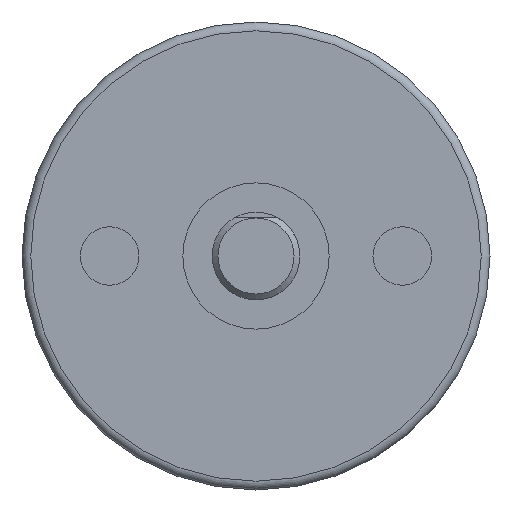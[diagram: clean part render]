
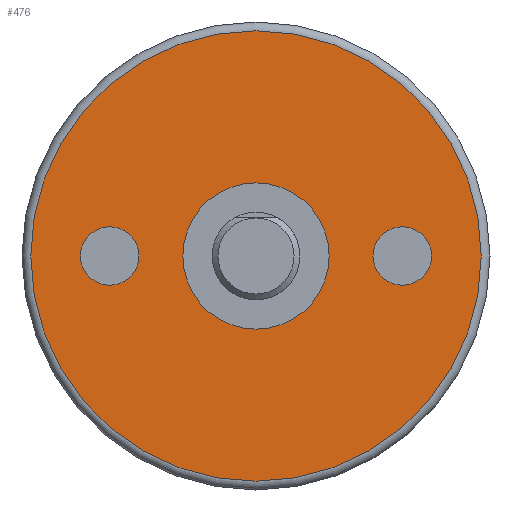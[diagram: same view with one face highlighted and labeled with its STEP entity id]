
A CAD part, front view. The second image highlights one B-rep face of the part: STEP entity #476.
In plain terms, the highlighted planar face has unit normal (0, -1, 0).
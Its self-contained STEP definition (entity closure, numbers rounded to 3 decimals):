
#403=CARTESIAN_POINT('',(-7.7,0.0,0.));
#404=VERTEX_POINT('',#403);
#405=CARTESIAN_POINT('',(0.0,0.0,0.0));
#406=DIRECTION('',(0.0,1.0,0.0));
#407=DIRECTION('',(1.0,0.0,0.0));
#408=AXIS2_PLACEMENT_3D('',#405,#406,#407);
#409=CIRCLE('',#408,7.7);
#410=EDGE_CURVE('',#404,#404,#409,.T.);
#435=CARTESIAN_POINT('',(0.0,0.0,0.0));
#436=DIRECTION('',(0.0,-1.0,0.0));
#437=DIRECTION('',(0.0,0.0,-1.0));
#438=AXIS2_PLACEMENT_3D('',#435,#436,#437);
#439=PLANE('',#438);
#440=ORIENTED_EDGE('',*,*,#410,.F.);
#441=EDGE_LOOP('',(#440));
#442=FACE_OUTER_BOUND('',#441,.T.);
#443=CARTESIAN_POINT('',(2.5,0.0,0.));
#444=VERTEX_POINT('',#443);
#445=CARTESIAN_POINT('',(0.0,0.0,0.0));
#446=DIRECTION('',(0.0,1.0,0.0));
#447=DIRECTION('',(-1.0,0.0,0.0));
#448=AXIS2_PLACEMENT_3D('',#445,#446,#447);
#449=CIRCLE('',#448,2.5);
#450=EDGE_CURVE('',#444,#444,#449,.T.);
#451=ORIENTED_EDGE('',*,*,#450,.T.);
#452=EDGE_LOOP('',(#451));
#453=FACE_BOUND('',#452,.T.);
#454=CARTESIAN_POINT('',(6.0,0.0,0.));
#455=VERTEX_POINT('',#454);
#456=CARTESIAN_POINT('',(5.0,0.0,0.0));
#457=DIRECTION('',(0.0,1.0,0.0));
#458=DIRECTION('',(-1.0,0.0,0.0));
#459=AXIS2_PLACEMENT_3D('',#456,#457,#458);
#460=CIRCLE('',#459,1.0);
#461=EDGE_CURVE('',#455,#455,#460,.T.);
#462=ORIENTED_EDGE('',*,*,#461,.T.);
#463=EDGE_LOOP('',(#462));
#464=FACE_BOUND('',#463,.T.);
#465=CARTESIAN_POINT('',(-4.0,0.0,0.));
#466=VERTEX_POINT('',#465);
#467=CARTESIAN_POINT('',(-5.0,0.0,0.0));
#468=DIRECTION('',(0.0,1.0,0.0));
#469=DIRECTION('',(-1.0,0.0,0.0));
#470=AXIS2_PLACEMENT_3D('',#467,#468,#469);
#471=CIRCLE('',#470,1.0);
#472=EDGE_CURVE('',#466,#466,#471,.T.);
#473=ORIENTED_EDGE('',*,*,#472,.T.);
#474=EDGE_LOOP('',(#473));
#475=FACE_BOUND('',#474,.T.);
#476=ADVANCED_FACE('',(#442,#453,#464,#475),#439,.T.);
